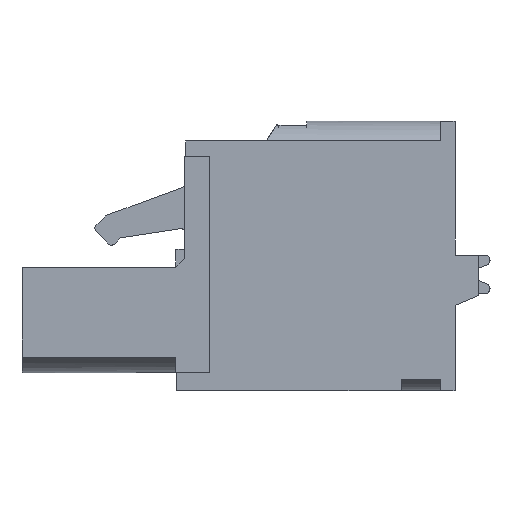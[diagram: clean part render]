
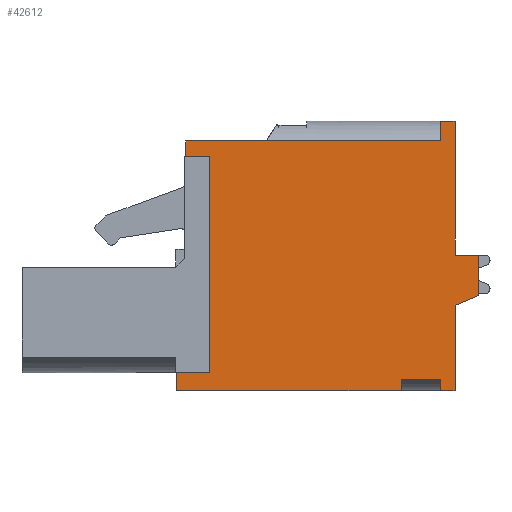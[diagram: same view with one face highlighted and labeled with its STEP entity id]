
A CAD part, left-side view. The second image highlights one B-rep face of the part: STEP entity #42612.
In plain terms, the highlighted planar face has unit normal (-1, 0, 0).
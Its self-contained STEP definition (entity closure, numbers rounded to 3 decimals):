
#4026=ORIENTED_EDGE('',*,*,#16177,.T.);
#4027=ORIENTED_EDGE('',*,*,#14031,.T.);
#4028=ORIENTED_EDGE('',*,*,#15077,.T.);
#4029=ORIENTED_EDGE('',*,*,#14706,.T.);
#4030=ORIENTED_EDGE('',*,*,#16178,.T.);
#4031=ORIENTED_EDGE('',*,*,#14564,.T.);
#4032=ORIENTED_EDGE('',*,*,#14983,.F.);
#4033=ORIENTED_EDGE('',*,*,#14850,.F.);
#4034=ORIENTED_EDGE('',*,*,#16179,.T.);
#4035=ORIENTED_EDGE('',*,*,#16161,.T.);
#4036=ORIENTED_EDGE('',*,*,#16180,.T.);
#4037=ORIENTED_EDGE('',*,*,#16181,.F.);
#4038=ORIENTED_EDGE('',*,*,#14214,.T.);
#4039=ORIENTED_EDGE('',*,*,#16182,.T.);
#4040=ORIENTED_EDGE('',*,*,#16183,.T.);
#4041=ORIENTED_EDGE('',*,*,#16184,.F.);
#4042=ORIENTED_EDGE('',*,*,#16185,.F.);
#4043=ORIENTED_EDGE('',*,*,#14934,.T.);
#14031=EDGE_CURVE('',#20359,#20358,#24522,.T.);
#14214=EDGE_CURVE('',#20542,#20541,#24705,.T.);
#14564=EDGE_CURVE('',#20892,#20891,#24989,.T.);
#14706=EDGE_CURVE('',#21034,#21033,#25131,.T.);
#14850=EDGE_CURVE('',#21176,#21177,#25275,.T.);
#14934=EDGE_CURVE('',#21261,#21260,#25359,.T.);
#14983=EDGE_CURVE('',#21177,#20891,#25393,.T.);
#15077=EDGE_CURVE('',#20358,#21034,#25487,.T.);
#16161=EDGE_CURVE('',#22048,#22047,#26290,.T.);
#16177=EDGE_CURVE('',#21260,#20359,#26296,.T.);
#16178=EDGE_CURVE('',#21033,#20892,#26297,.T.);
#16179=EDGE_CURVE('',#21176,#22048,#26298,.T.);
#16180=EDGE_CURVE('',#22047,#22056,#26299,.T.);
#16181=EDGE_CURVE('',#20542,#22056,#26300,.T.);
#16182=EDGE_CURVE('',#20541,#22057,#26301,.T.);
#16183=EDGE_CURVE('',#22057,#22058,#26302,.T.);
#16184=EDGE_CURVE('',#22059,#22058,#26303,.T.);
#16185=EDGE_CURVE('',#21261,#22059,#26304,.T.);
#20358=VERTEX_POINT('',#59013);
#20359=VERTEX_POINT('',#59015);
#20541=VERTEX_POINT('',#59380);
#20542=VERTEX_POINT('',#59382);
#20891=VERTEX_POINT('',#60098);
#20892=VERTEX_POINT('',#60100);
#21033=VERTEX_POINT('',#60383);
#21034=VERTEX_POINT('',#60385);
#21176=VERTEX_POINT('',#60671);
#21177=VERTEX_POINT('',#60673);
#21260=VERTEX_POINT('',#60840);
#21261=VERTEX_POINT('',#60842);
#22047=VERTEX_POINT('',#63276);
#22048=VERTEX_POINT('',#63278);
#22056=VERTEX_POINT('',#63310);
#22057=VERTEX_POINT('',#63313);
#22058=VERTEX_POINT('',#63315);
#22059=VERTEX_POINT('',#63317);
#24522=LINE('',#59014,#30053);
#24705=LINE('',#59381,#30236);
#24989=LINE('',#60099,#30520);
#25131=LINE('',#60384,#30662);
#25275=LINE('',#60672,#30806);
#25359=LINE('',#60841,#30890);
#25393=LINE('',#60938,#30924);
#25487=LINE('',#61095,#31018);
#26290=LINE('',#63277,#31821);
#26296=LINE('',#63306,#31827);
#26297=LINE('',#63307,#31828);
#26298=LINE('',#63308,#31829);
#26299=LINE('',#63309,#31830);
#26300=LINE('',#63311,#31831);
#26301=LINE('',#63312,#31832);
#26302=LINE('',#63314,#31833);
#26303=LINE('',#63316,#31834);
#26304=LINE('',#63318,#31835);
#30053=VECTOR('',#47504,1000.);
#30236=VECTOR('',#47689,1000.);
#30520=VECTOR('',#48141,1000.);
#30662=VECTOR('',#48285,1000.);
#30806=VECTOR('',#48431,1000.);
#30890=VECTOR('',#48517,1000.);
#30924=VECTOR('',#48601,1000.);
#31018=VECTOR('',#48697,1000.);
#31821=VECTOR('',#50644,1000.);
#31827=VECTOR('',#50680,1000.);
#31828=VECTOR('',#50681,1000.);
#31829=VECTOR('',#50682,1000.);
#31830=VECTOR('',#50683,1000.);
#31831=VECTOR('',#50684,1000.);
#31832=VECTOR('',#50685,1000.);
#31833=VECTOR('',#50686,1000.);
#31834=VECTOR('',#50687,1000.);
#31835=VECTOR('',#50688,1000.);
#35964=EDGE_LOOP('',(#4026,#4027,#4028,#4029,#4030,#4031,#4032,#4033,#4034,
#4035,#4036,#4037,#4038,#4039,#4040,#4041,#4042,#4043));
#38395=FACE_BOUND('',#35964,.T.);
#40686=PLANE('',#45175);
#42612=ADVANCED_FACE('',(#38395),#40686,.T.);
#45175=AXIS2_PLACEMENT_3D('',#63305,#50678,#50679);
#47504=DIRECTION('',(0.,1.,0.));
#47689=DIRECTION('',(0.,0.,1.));
#48141=DIRECTION('',(0.,1.,0.));
#48285=DIRECTION('',(0.,-1.,0.));
#48431=DIRECTION('',(0.,1.,0.));
#48517=DIRECTION('',(0.,1.,0.));
#48601=DIRECTION('',(0.,0.,1.));
#48697=DIRECTION('',(0.,0.,-1.));
#50644=DIRECTION('',(0.,-1.,0.));
#50678=DIRECTION('',(-1.,0.,0.));
#50679=DIRECTION('',(0.,0.,1.));
#50680=DIRECTION('',(0.,0.,-1.));
#50681=DIRECTION('',(0.,0.,-1.));
#50682=DIRECTION('',(0.,0.,1.));
#50683=DIRECTION('',(0.,0.,-1.));
#50684=DIRECTION('',(0.,1.,0.));
#50685=DIRECTION('',(0.,-0.921,0.39));
#50686=DIRECTION('',(0.,0.,1.));
#50687=DIRECTION('',(0.,-1.,0.));
#50688=DIRECTION('',(0.,0.,-1.));
#59013=CARTESIAN_POINT('',(-40.64,7.9,6.4));
#59014=CARTESIAN_POINT('',(-40.64,3.4,6.4));
#59015=CARTESIAN_POINT('',(-40.64,-6.3,6.4));
#59380=CARTESIAN_POINT('',(-40.64,-7.1,-2.75));
#59381=CARTESIAN_POINT('',(-40.64,-7.1,-7.5));
#59382=CARTESIAN_POINT('',(-40.64,-7.1,-7.5));
#60098=CARTESIAN_POINT('',(-40.64,8.4,-6.5));
#60099=CARTESIAN_POINT('',(-40.64,8.4,-6.5));
#60100=CARTESIAN_POINT('',(-40.64,6.57,-6.5));
#60383=CARTESIAN_POINT('',(-40.64,6.57,5.55));
#60384=CARTESIAN_POINT('',(-40.64,7.9,5.55));
#60385=CARTESIAN_POINT('',(-40.64,7.9,5.55));
#60671=CARTESIAN_POINT('',(-40.64,-4.1,-7.5));
#60672=CARTESIAN_POINT('',(-40.64,-8.4,-7.5));
#60673=CARTESIAN_POINT('',(-40.64,8.4,-7.5));
#60840=CARTESIAN_POINT('',(-40.64,-6.3,7.5));
#60841=CARTESIAN_POINT('',(-40.64,-8.4,7.5));
#60842=CARTESIAN_POINT('',(-40.64,-7.1,7.5));
#60938=CARTESIAN_POINT('',(-40.64,8.4,-7.5));
#61095=CARTESIAN_POINT('',(-40.64,7.9,6.4));
#63276=CARTESIAN_POINT('',(-40.64,-6.3,-6.9));
#63277=CARTESIAN_POINT('',(-40.64,-4.1,-6.9));
#63278=CARTESIAN_POINT('',(-40.64,-4.1,-6.9));
#63305=CARTESIAN_POINT('',(-40.64,-8.4,-7.5));
#63306=CARTESIAN_POINT('',(-40.64,-6.3,7.701));
#63307=CARTESIAN_POINT('',(-40.64,6.57,5.55));
#63308=CARTESIAN_POINT('',(-40.64,-4.1,-7.5));
#63309=CARTESIAN_POINT('',(-40.64,-6.3,-6.9));
#63310=CARTESIAN_POINT('',(-40.64,-6.3,-7.5));
#63311=CARTESIAN_POINT('',(-40.64,-8.4,-7.5));
#63312=CARTESIAN_POINT('',(-40.64,-7.1,-2.75));
#63313=CARTESIAN_POINT('',(-40.64,-8.4,-2.2));
#63314=CARTESIAN_POINT('',(-40.64,-8.4,-7.5));
#63315=CARTESIAN_POINT('',(-40.64,-8.4,0.05));
#63316=CARTESIAN_POINT('',(-40.64,-8.4,0.05));
#63317=CARTESIAN_POINT('',(-40.64,-7.1,0.05));
#63318=CARTESIAN_POINT('',(-40.64,-7.1,7.5));
